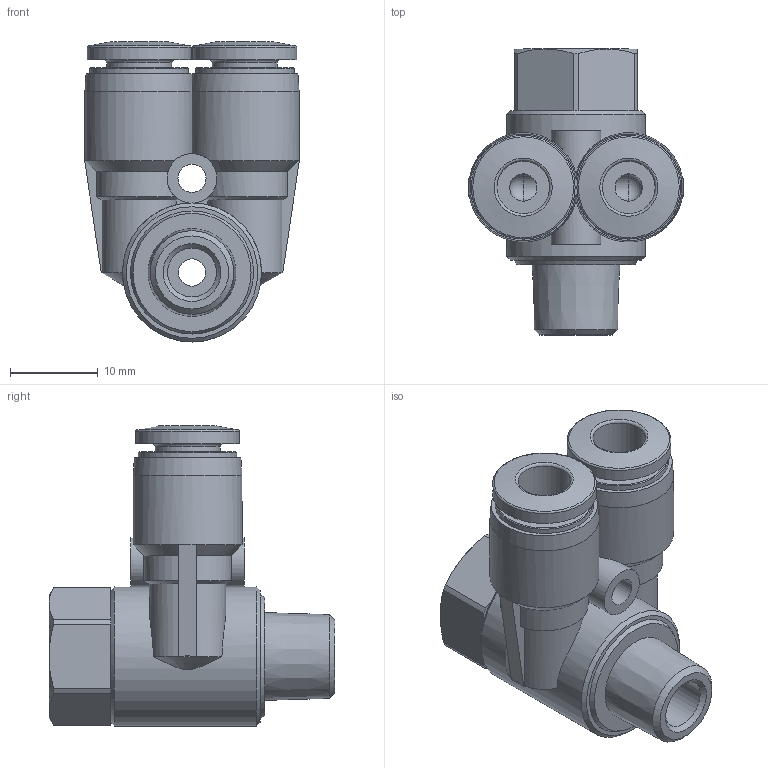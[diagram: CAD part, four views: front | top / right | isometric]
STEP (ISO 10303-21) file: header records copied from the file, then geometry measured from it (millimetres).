
FILE_DESCRIPTION(/* description */ ('STEP AP214'),/* implementation_level */ '2;1');
FILE_NAME(/* name */ '153196_QSYTF-1_8-6-B',/* time_stamp */ '2024-09-12T14:40:52+02:00',/* author */ ('License CC BY-ND 4.0'),/* organization */ ('CADENAS'),/* preprocessor_version */ 'ST-DEVELOPER v19.3',/* originating_system */ 'PARTsolutions',/* authorisation */ ' ');
FILE_SCHEMA (('AUTOMOTIVE_DESIGN {1 0 10303 214 3 1 1}'));
Length unit declared in the file: millimetre
Products named in the file (1): 153196 QSYTF-1/8-6-B
Bounding box: 24.4 x 32.5 x 34.1 mm (x, y, z)
Volume: 7677.4 mm3; surface area: 5139 mm2
Topology: 1 solids, 1 shells, 126 faces, 291 edges, 174 vertices
Faces by surface type: plane 51, cylinder 37, cone 30, torus 6, sphere 2
Full cylindrical faces by diameter (mm): 3.1 x6, 3.2 x1, 5.559 x1, 6 x2, 7.4 x2, 11.2 x2, 11.8 x2, 15.8 x1
Entity records: 4318 total; most frequent: CARTESIAN_POINT 725, DIRECTION 586, ORIENTED_EDGE 496, AXIS2_PLACEMENT_3D 259, EDGE_CURVE 248, EDGE_LOOP 178, FACE_BOUND 178, VERTEX_POINT 168
